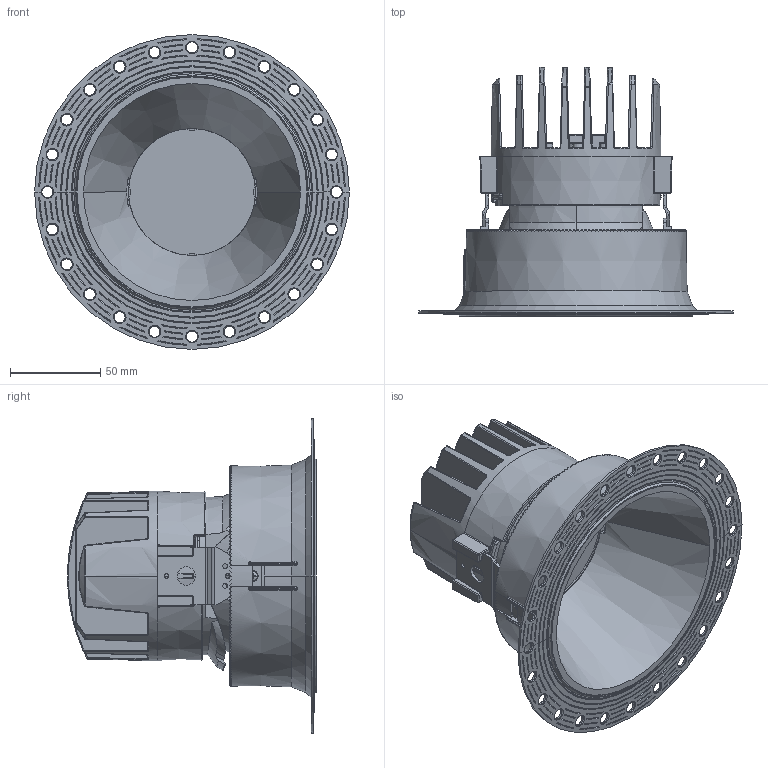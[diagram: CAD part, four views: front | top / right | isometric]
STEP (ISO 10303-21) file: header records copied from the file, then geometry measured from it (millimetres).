
FILE_DESCRIPTION (( 'STEP AP214' ), '1' );
FILE_NAME ('ARTEMIDE-ARCHITECTURAL-EVERYTHING 150-ROUND-TRIMLESS-FIX-ADJUSTABLE-3D.STEP', '2017-10-18T19:07:57', ( '' ), ( '' ), 'SwSTEP 2.0', 'SolidWorks 2012', '' );
FILE_SCHEMA (( 'AUTOMOTIVE_DESIGN' ));
Products named in the file (1): ARTEMIDE-ARCHITECTURAL-EVERYTHING 150-ROUND-TRIMLESS-FIX-ADJUSTABLE-3D
Bounding box: 174 x 137.65 x 174 mm (x, y, z)
Volume: 320841.9 mm3; surface area: 251539 mm2
Topology: 11 solids, 11 shells, 4201 faces, 10801 edges, 6749 vertices
Faces by surface type: plane 1524, cylinder 834, bspline 593, torus 574, cone 470, sphere 206
Entity records: 154906 total; most frequent: CARTESIAN_POINT 62033, ORIENTED_EDGE 21410, DIRECTION 17084, EDGE_CURVE 10705, AXIS2_PLACEMENT_3D 7107, VERTEX_POINT 6728, EDGE_LOOP 4549, FACE_OUTER_BOUND 4200
